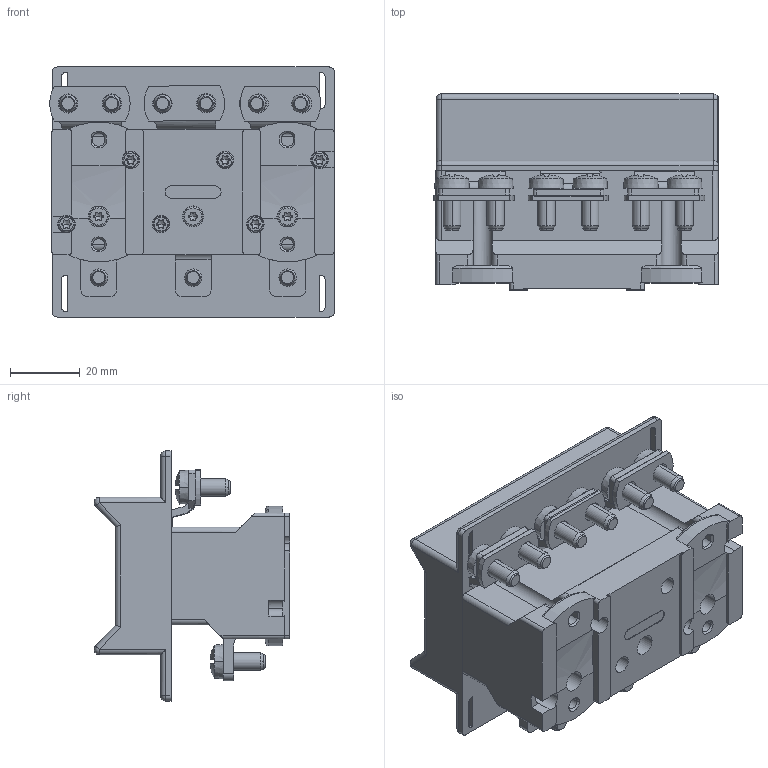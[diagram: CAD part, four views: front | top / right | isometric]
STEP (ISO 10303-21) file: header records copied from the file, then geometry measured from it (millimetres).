
FILE_DESCRIPTION((''),'2;1');
FILE_NAME('ASM01048_ASM','2021-05-11T',('marketing.praksa'),('Audax d.o.o.'),'CREO PARAMETRIC BY PTC INC, 2017480','CREO PARAMETRIC BY PTC INC, 2017480','');
FILE_SCHEMA(('AUTOMOTIVE_DESIGN { 1 0 10303 214 1 1 1 1 }'));
Products named in the file (24): E18_NOVJA_1_1_1_1; ASDFDSH_ASM_1_1_ASM_1_ASM; CLICK-ON_ASM_1_1_ASM_1_ASM; COPPER_ASM_1_1_ASM_1_ASM; 0000060159_1_1_1_2_1; 0000060159_1_1_2_3; M5-SCREW_ASM_1_1_ASM_1_ASM; 0000040683_1_1_1_2_1; UN_M5_1_1_1_1; UN-SCR_ASM_1_1_ASM_1_ASM; 0000059956_1_1_1_1_1_1; 0000059957_1_1_1_1_1_1; METAL-1XM5; KK_ASM; D01N3-K-ORIGINAL_ASM_1_1_ASM_1_ASM; PRT0128_1_1_2_1_1_1_1_1; PRT0128_1_1_2_2_1_1_1_1; PRT0128_1_1_2_3_1_1_1_1; PRT0128_1_1_2_ASM_1_1_ASM_1_ASM; WL-BASE_1_1_1_1_2_1; FFFFFFF_ASM_1_1_ASM_1_ASM; 5555555_ASM_1_ASM; 002222021_D02_E18_63A_N-K_3P_AS_ASM; ASM01048_ASM
Assembly tree (43 placements, depth 6):
  ASM01048_ASM
    002222021_D02_E18_63A_N-K_3P_AS_ASM
      D01N3-K-ORIGINAL_ASM_1_1_ASM_1_ASM
        ASDFDSH_ASM_1_1_ASM_1_ASM
          E18_NOVJA_1_1_1_1  x3
        CLICK-ON_ASM_1_1_ASM_1_ASM
        COPPER_ASM_1_1_ASM_1_ASM
        M5-SCREW_ASM_1_1_ASM_1_ASM
          0000060159_1_1_1_2_1  x6
          0000060159_1_1_2_3  x3
        0000040683_1_1_1_2_1
        UN-SCR_ASM_1_1_ASM_1_ASM
          UN_M5_1_1_1_1  x3
        0000059956_1_1_1_1_1_1  x3
        0000059957_1_1_1_1_1_1  x6
        KK_ASM
          METAL-1XM5  x3
      5555555_ASM_1_ASM
        FFFFFFF_ASM_1_1_ASM_1_ASM
          PRT0128_1_1_2_ASM_1_1_ASM_1_ASM
            PRT0128_1_1_2_1_1_1_1_1
            PRT0128_1_1_2_2_1_1_1_1
            PRT0128_1_1_2_3_1_1_1_1
          WL-BASE_1_1_1_1_2_1
Bounding box: 81.4 x 56 x 71.5 mm (x, y, z)
Volume: 114131.4 mm3; surface area: 62354.1 mm2
Topology: 32 solids, 43 shells, 1504 faces, 4277 edges, 2834 vertices
Faces by surface type: plane 750, cylinder 498, cone 172, torus 58, sphere 26
Entity records: 35750 total; most frequent: CARTESIAN_POINT 6181, DIRECTION 4651, ORIENTED_EDGE 4494, EDGE_CURVE 2253, AXIS2_PLACEMENT_3D 1692, VERTEX_POINT 1500, VECTOR 1267, LINE 1267
